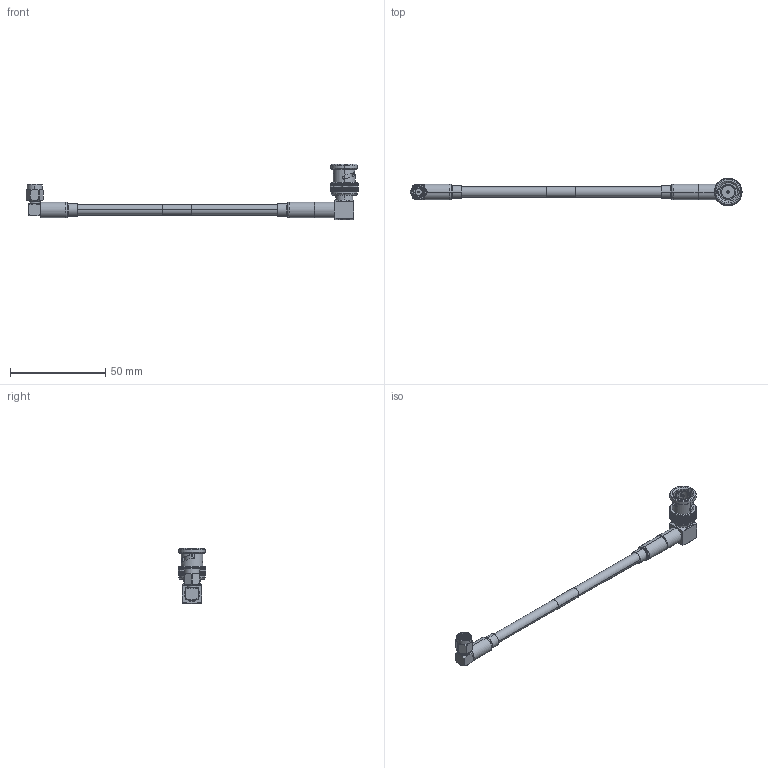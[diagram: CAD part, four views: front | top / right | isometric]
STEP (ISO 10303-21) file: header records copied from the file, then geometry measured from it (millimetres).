
FILE_DESCRIPTION (( 'STEP AP203' ), '1' );
FILE_NAME ('FMCA2690.STEP', '2022-03-09T17:19:02', ( '' ), ( '' ), 'SwSTEP 2.0', 'SolidWorks 2021', '' );
FILE_SCHEMA (( 'CONFIG_CONTROL_DESIGN' ));
Products named in the file (5): SC6050; FMCA2690; RG223_with label; FMCN1372; CA-240-MA1_.75" Long
Assembly tree (5 placements, depth 2):
  FMCA2690
    RG223_with label
    FMCN1372
    SC6050
    CA-240-MA1_.75" Long  x2
Bounding box: 174 x 14.5 x 28.96 mm (x, y, z)
Volume: 7294.1 mm3; surface area: 9428.8 mm2
Topology: 8 solids, 8 shells, 3700 faces, 8074 edges, 4415 vertices
Faces by surface type: bspline 2413, cylinder 757, plane 444, cone 61, torus 25
Entity records: 145569 total; most frequent: CARTESIAN_POINT 92125, ORIENTED_EDGE 16056, EDGE_CURVE 8028, DIRECTION 4711, VERTEX_POINT 4391, EDGE_LOOP 3715, ADVANCED_FACE 3678, FACE_OUTER_BOUND 3678
